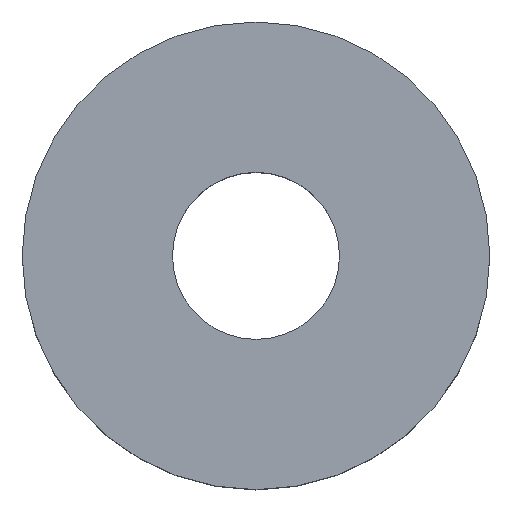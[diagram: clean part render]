
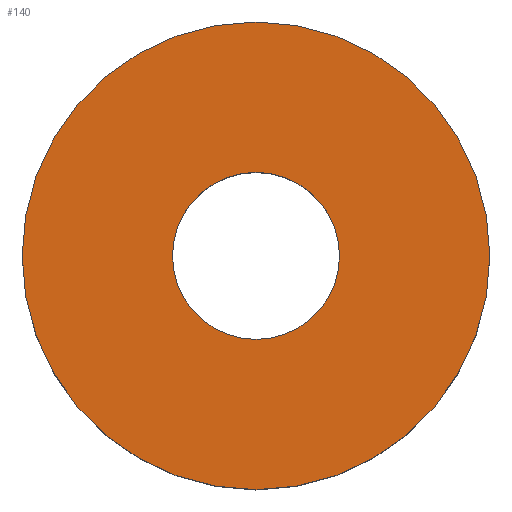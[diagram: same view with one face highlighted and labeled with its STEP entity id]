
A CAD part, top view. The second image highlights one B-rep face of the part: STEP entity #140.
In plain terms, the highlighted planar face has unit normal (0, 0, 1).
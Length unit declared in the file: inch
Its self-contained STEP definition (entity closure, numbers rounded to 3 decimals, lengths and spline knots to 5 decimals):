
#4 = CARTESIAN_POINT ( 'NONE',  ( 0., 0., 0.21 ) ) ;
#8 = DIRECTION ( 'NONE',  ( 1., 0., 0. ) ) ;
#10 = AXIS2_PLACEMENT_3D ( 'NONE', #112, #16, #168 ) ;
#16 = DIRECTION ( 'NONE',  ( 0., 0., 1. ) ) ;
#17 = CARTESIAN_POINT ( 'NONE',  ( 0., 0., 0.21 ) ) ;
#25 = CIRCLE ( 'NONE', #207, 0.1 ) ;
#32 = ORIENTED_EDGE ( 'NONE', *, *, #70, .T. ) ;
#35 = VERTEX_POINT ( 'NONE', #150 ) ;
#36 = ORIENTED_EDGE ( 'NONE', *, *, #210, .F. ) ;
#42 = AXIS2_PLACEMENT_3D ( 'NONE', #4, #130, #190 ) ;
#54 = DIRECTION ( 'NONE',  ( 1., 0., 0. ) ) ;
#66 = AXIS2_PLACEMENT_3D ( 'NONE', #204, #244, #8 ) ;
#67 = CARTESIAN_POINT ( 'NONE',  ( 0., 0., 0.21 ) ) ;
#70 = EDGE_CURVE ( 'NONE', #86, #202, #81, .T. ) ;
#75 = CARTESIAN_POINT ( 'NONE',  ( -0.1, 0., 0.21 ) ) ;
#81 = CIRCLE ( 'NONE', #42, 0.28 ) ;
#82 = VERTEX_POINT ( 'NONE', #75 ) ;
#86 = VERTEX_POINT ( 'NONE', #151 ) ;
#89 = EDGE_CURVE ( 'NONE', #202, #86, #187, .T. ) ;
#91 = DIRECTION ( 'NONE',  ( 0., 0., 1. ) ) ;
#94 = FACE_BOUND ( 'NONE', #141, .T. ) ;
#97 = CARTESIAN_POINT ( 'NONE',  ( -0.28, 0., 0.21 ) ) ;
#109 = EDGE_LOOP ( 'NONE', ( #110, #32 ) ) ;
#110 = ORIENTED_EDGE ( 'NONE', *, *, #89, .T. ) ;
#112 = CARTESIAN_POINT ( 'NONE',  ( 0., 0., 0.21 ) ) ;
#117 = EDGE_CURVE ( 'NONE', #35, #82, #25, .T. ) ;
#130 = DIRECTION ( 'NONE',  ( 0., 0., 1. ) ) ;
#138 = AXIS2_PLACEMENT_3D ( 'NONE', #67, #91, #233 ) ;
#140 = ADVANCED_FACE ( 'NONE', ( #209, #94 ), #250, .T. ) ;
#141 = EDGE_LOOP ( 'NONE', ( #36, #215 ) ) ;
#145 = CIRCLE ( 'NONE', #66, 0.1 ) ;
#150 = CARTESIAN_POINT ( 'NONE',  ( 0.1, 0., 0.21 ) ) ;
#151 = CARTESIAN_POINT ( 'NONE',  ( 0.28, 0., 0.21 ) ) ;
#168 = DIRECTION ( 'NONE',  ( 1., 0., 0. ) ) ;
#187 = CIRCLE ( 'NONE', #10, 0.28 ) ;
#190 = DIRECTION ( 'NONE',  ( 1., 0., 0. ) ) ;
#202 = VERTEX_POINT ( 'NONE', #97 ) ;
#204 = CARTESIAN_POINT ( 'NONE',  ( 0., 0., 0.21 ) ) ;
#207 = AXIS2_PLACEMENT_3D ( 'NONE', #17, #234, #54 ) ;
#209 = FACE_OUTER_BOUND ( 'NONE', #109, .T. ) ;
#210 = EDGE_CURVE ( 'NONE', #82, #35, #145, .T. ) ;
#215 = ORIENTED_EDGE ( 'NONE', *, *, #117, .F. ) ;
#233 = DIRECTION ( 'NONE',  ( 1., 0., 0. ) ) ;
#234 = DIRECTION ( 'NONE',  ( 0., 0., 1. ) ) ;
#244 = DIRECTION ( 'NONE',  ( 0., 0., 1. ) ) ;
#250 = PLANE ( 'NONE',  #138 ) ;
